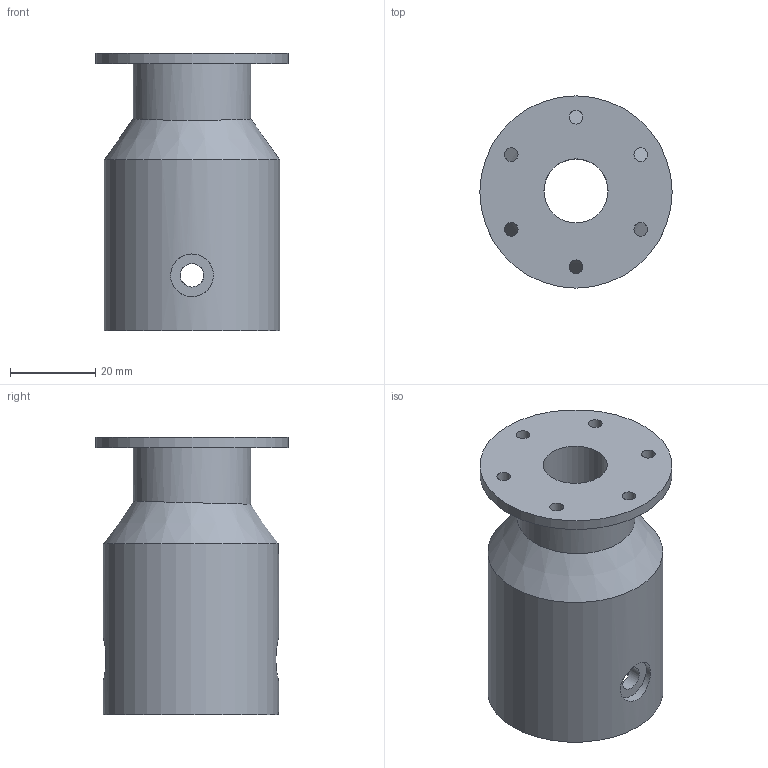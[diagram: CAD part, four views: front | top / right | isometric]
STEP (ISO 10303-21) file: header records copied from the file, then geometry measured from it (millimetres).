
FILE_DESCRIPTION(/* description */ (''),/* implementation_level */ '2;1');
FILE_NAME(/* name */ 'T248 steering wheel adapter.step',/* time_stamp */ '2023-08-19T10:12:02+02:00',/* author */ (''),/* organization */ (''),/* preprocessor_version */ 'ST-DEVELOPER v20',/* originating_system */ 'Autodesk Translation Framework v12.9.0.99',/* authorisation */ '');
FILE_SCHEMA (('AUTOMOTIVE_DESIGN { 1 0 10303 214 3 1 1 }'));
Length unit declared in the file: millimetre
Products named in the file (1): t248 steering wheel
Bounding box: 45 x 45 x 65 mm (x, y, z)
Volume: 39918.4 mm3; surface area: 16628.2 mm2
Topology: 1 solids, 1 shells, 26 faces, 60 edges, 40 vertices
Faces by surface type: cylinder 16, plane 9, cone 1
Full cylindrical faces by diameter (mm): 3.2 x6, 5.5 x2, 10 x2, 15 x1, 27.5 x1, 41 x1, 45 x1
Entity records: 977 total; most frequent: CARTESIAN_POINT 298, DIRECTION 135, ORIENTED_EDGE 120, EDGE_CURVE 60, AXIS2_PLACEMENT_3D 56, EDGE_LOOP 48, VERTEX_POINT 40, CIRCLE 29
